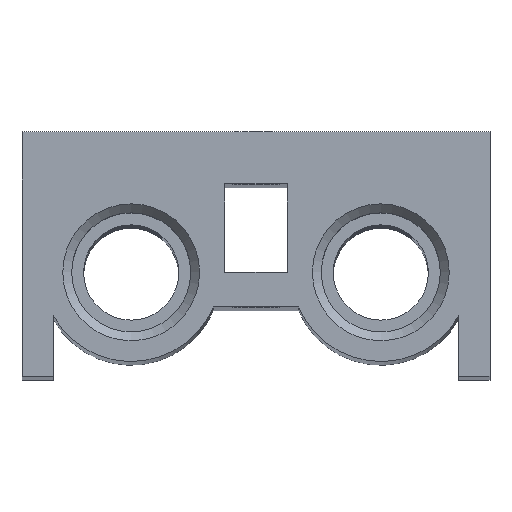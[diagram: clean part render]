
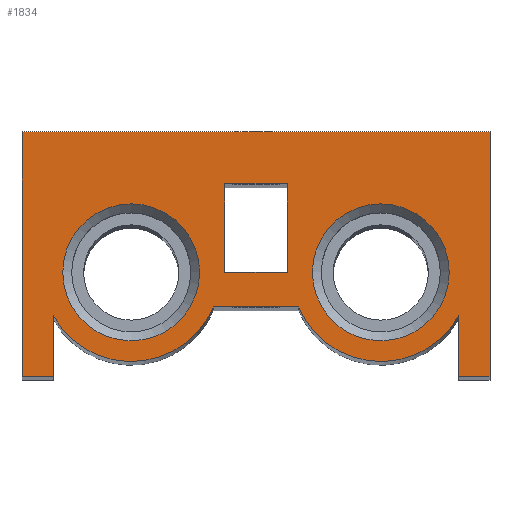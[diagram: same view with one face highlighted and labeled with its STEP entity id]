
A CAD part, top view. The second image highlights one B-rep face of the part: STEP entity #1834.
In plain terms, the highlighted planar face has unit normal (0, 0, 1).
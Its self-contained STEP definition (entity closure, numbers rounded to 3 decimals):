
#118=LINE('',#2872,#188);
#122=LINE('',#2880,#192);
#125=LINE('',#2886,#195);
#128=LINE('',#2892,#198);
#132=LINE('',#2908,#202);
#136=LINE('',#2920,#206);
#139=LINE('',#2926,#209);
#142=LINE('',#2937,#212);
#146=LINE('',#2945,#216);
#149=LINE('',#2955,#219);
#151=LINE('',#2958,#221);
#153=LINE('',#2961,#223);
#188=VECTOR('',#2291,1000.);
#192=VECTOR('',#2297,1000.);
#195=VECTOR('',#2302,1000.);
#198=VECTOR('',#2307,1000.);
#202=VECTOR('',#2323,1000.);
#206=VECTOR('',#2335,1000.);
#209=VECTOR('',#2340,1000.);
#212=VECTOR('',#2349,1000.);
#216=VECTOR('',#2355,1000.);
#219=VECTOR('',#2364,1000.);
#221=VECTOR('',#2368,1000.);
#223=VECTOR('',#2372,1000.);
#352=ORIENTED_EDGE('',*,*,#790,.T.);
#353=ORIENTED_EDGE('',*,*,#791,.T.);
#354=ORIENTED_EDGE('',*,*,#776,.F.);
#355=ORIENTED_EDGE('',*,*,#780,.F.);
#356=ORIENTED_EDGE('',*,*,#785,.F.);
#357=ORIENTED_EDGE('',*,*,#787,.F.);
#358=ORIENTED_EDGE('',*,*,#744,.T.);
#359=ORIENTED_EDGE('',*,*,#748,.T.);
#360=ORIENTED_EDGE('',*,*,#751,.T.);
#361=ORIENTED_EDGE('',*,*,#754,.T.);
#362=ORIENTED_EDGE('',*,*,#757,.T.);
#363=ORIENTED_EDGE('',*,*,#762,.T.);
#364=ORIENTED_EDGE('',*,*,#765,.T.);
#365=ORIENTED_EDGE('',*,*,#768,.T.);
#366=ORIENTED_EDGE('',*,*,#771,.T.);
#367=ORIENTED_EDGE('',*,*,#789,.T.);
#744=EDGE_CURVE('',#971,#970,#118,.T.);
#748=EDGE_CURVE('',#970,#973,#122,.T.);
#751=EDGE_CURVE('',#973,#975,#125,.T.);
#754=EDGE_CURVE('',#975,#977,#128,.T.);
#757=EDGE_CURVE('',#977,#979,#1149,.T.);
#762=EDGE_CURVE('',#979,#983,#132,.T.);
#765=EDGE_CURVE('',#983,#985,#1153,.T.);
#768=EDGE_CURVE('',#985,#987,#136,.T.);
#771=EDGE_CURVE('',#987,#989,#139,.T.);
#776=EDGE_CURVE('',#994,#995,#142,.T.);
#780=EDGE_CURVE('',#997,#994,#146,.T.);
#785=EDGE_CURVE('',#1001,#997,#149,.T.);
#787=EDGE_CURVE('',#995,#1001,#151,.T.);
#789=EDGE_CURVE('',#989,#971,#153,.T.);
#790=EDGE_CURVE('',#1002,#1002,#1158,.T.);
#791=EDGE_CURVE('',#1003,#1003,#1159,.T.);
#970=VERTEX_POINT('',#2871);
#971=VERTEX_POINT('',#2873);
#973=VERTEX_POINT('',#2879);
#975=VERTEX_POINT('',#2885);
#977=VERTEX_POINT('',#2891);
#979=VERTEX_POINT('',#2897);
#983=VERTEX_POINT('',#2907);
#985=VERTEX_POINT('',#2913);
#987=VERTEX_POINT('',#2919);
#989=VERTEX_POINT('',#2925);
#994=VERTEX_POINT('',#2936);
#995=VERTEX_POINT('',#2938);
#997=VERTEX_POINT('',#2944);
#1001=VERTEX_POINT('',#2954);
#1002=VERTEX_POINT('',#2964);
#1003=VERTEX_POINT('',#2966);
#1149=CIRCLE('',#2003,8.579);
#1153=CIRCLE('',#2009,8.579);
#1158=CIRCLE('',#2022,6.579);
#1159=CIRCLE('',#2023,6.579);
#1292=EDGE_LOOP('',(#352));
#1293=EDGE_LOOP('',(#353));
#1294=EDGE_LOOP('',(#354,#355,#356,#357));
#1295=EDGE_LOOP('',(#358,#359,#360,#361,#362,#363,#364,#365,#366,#367));
#1550=FACE_BOUND('',#1292,.T.);
#1551=FACE_BOUND('',#1293,.T.);
#1552=FACE_BOUND('',#1294,.T.);
#1553=FACE_BOUND('',#1295,.T.);
#1766=PLANE('',#2021);
#1834=ADVANCED_FACE('',(#1550,#1551,#1552,#1553),#1766,.T.);
#2003=AXIS2_PLACEMENT_3D('',#2898,#2313,#2314);
#2009=AXIS2_PLACEMENT_3D('',#2914,#2329,#2330);
#2021=AXIS2_PLACEMENT_3D('',#2962,#2373,#2374);
#2022=AXIS2_PLACEMENT_3D('',#2963,#2375,#2376);
#2023=AXIS2_PLACEMENT_3D('',#2965,#2377,#2378);
#2291=DIRECTION('',(-1.,0.,0.));
#2297=DIRECTION('',(0.,-1.,0.));
#2302=DIRECTION('',(1.,0.,0.));
#2307=DIRECTION('',(0.,1.,0.));
#2313=DIRECTION('',(0.,0.,1.));
#2314=DIRECTION('',(1.,0.,0.));
#2323=DIRECTION('',(1.,0.,0.));
#2329=DIRECTION('',(0.,0.,1.));
#2330=DIRECTION('',(1.,0.,0.));
#2335=DIRECTION('',(0.,-1.,0.));
#2340=DIRECTION('',(1.,0.,0.));
#2349=DIRECTION('',(-1.,0.,0.));
#2355=DIRECTION('',(0.,1.,0.));
#2364=DIRECTION('',(1.,0.,0.));
#2368=DIRECTION('',(0.,-1.,0.));
#2372=DIRECTION('',(0.,1.,0.));
#2373=DIRECTION('',(0.,0.,1.));
#2374=DIRECTION('',(1.,0.,0.));
#2375=DIRECTION('',(0.,0.,-1.));
#2376=DIRECTION('',(-1.,0.,0.));
#2377=DIRECTION('',(0.,0.,-1.));
#2378=DIRECTION('',(-1.,0.,0.));
#2871=CARTESIAN_POINT('',(-22.5,23.5,207.));
#2872=CARTESIAN_POINT('',(22.5,23.5,207.));
#2873=CARTESIAN_POINT('',(22.5,23.5,207.));
#2879=CARTESIAN_POINT('',(-22.5,0.,207.));
#2880=CARTESIAN_POINT('',(-22.5,23.5,207.));
#2885=CARTESIAN_POINT('',(-19.5,0.,207.));
#2886=CARTESIAN_POINT('',(-22.5,0.,207.));
#2891=CARTESIAN_POINT('',(-19.5,5.836,207.));
#2892=CARTESIAN_POINT('',(-19.5,0.,207.));
#2897=CARTESIAN_POINT('',(-4.096,6.667,207.));
#2898=CARTESIAN_POINT('',(-12.,10.,207.));
#2907=CARTESIAN_POINT('',(4.096,6.667,207.));
#2908=CARTESIAN_POINT('',(-4.096,6.667,207.));
#2913=CARTESIAN_POINT('',(19.5,5.836,207.));
#2914=CARTESIAN_POINT('',(12.,10.,207.));
#2919=CARTESIAN_POINT('',(19.5,0.,207.));
#2920=CARTESIAN_POINT('',(19.5,5.836,207.));
#2925=CARTESIAN_POINT('',(22.5,0.,207.));
#2926=CARTESIAN_POINT('',(19.5,0.,207.));
#2936=CARTESIAN_POINT('',(3.,18.5,207.));
#2937=CARTESIAN_POINT('',(3.,18.5,207.));
#2938=CARTESIAN_POINT('',(-3.,18.5,207.));
#2944=CARTESIAN_POINT('',(3.,10.,207.));
#2945=CARTESIAN_POINT('',(3.,10.,207.));
#2954=CARTESIAN_POINT('',(-3.,10.,207.));
#2955=CARTESIAN_POINT('',(-3.,10.,207.));
#2958=CARTESIAN_POINT('',(-3.,18.5,207.));
#2961=CARTESIAN_POINT('',(22.5,0.,207.));
#2962=CARTESIAN_POINT('',(-12.,10.,207.));
#2963=CARTESIAN_POINT('',(-12.,10.,207.));
#2964=CARTESIAN_POINT('',(-18.579,10.,207.));
#2965=CARTESIAN_POINT('',(12.,10.,207.));
#2966=CARTESIAN_POINT('',(5.422,10.,207.));
